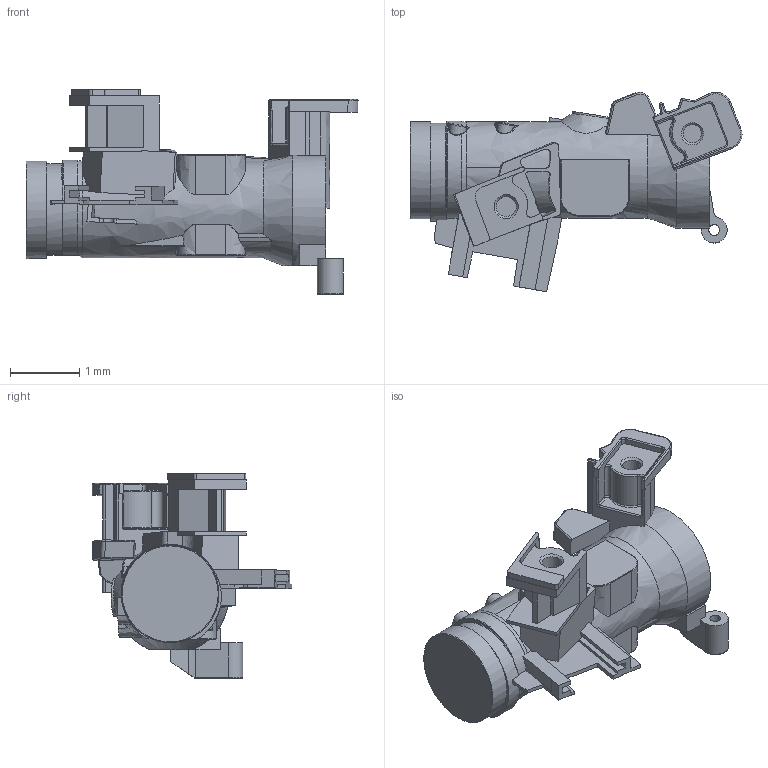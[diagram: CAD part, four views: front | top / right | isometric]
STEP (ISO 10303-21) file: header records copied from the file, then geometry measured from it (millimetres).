
FILE_DESCRIPTION(('STEP AP214'),'1');
FILE_NAME('22jm.stp','2019-05-31T08:14:15',(' '),(' '),'Spatial InterOp 3D',' ',' ');
FILE_SCHEMA(('automotive_design'));
Length unit declared in the file: millimetre
Products named in the file (1): 1
Bounding box: 4.8 x 2.88 x 2.96 mm (x, y, z)
Volume: 8.8 mm3; surface area: 45 mm2
Topology: 1 solids, 2 shells, 380 faces, 1011 edges, 634 vertices
Faces by surface type: bspline 380
Entity records: 16007 total; most frequent: CARTESIAN_POINT 8076, ORIENTED_EDGE 1958, DIRECTION 1177, EDGE_CURVE 979, VERTEX_POINT 622, LINE 499, VECTOR 499, EDGE_LOOP 401
